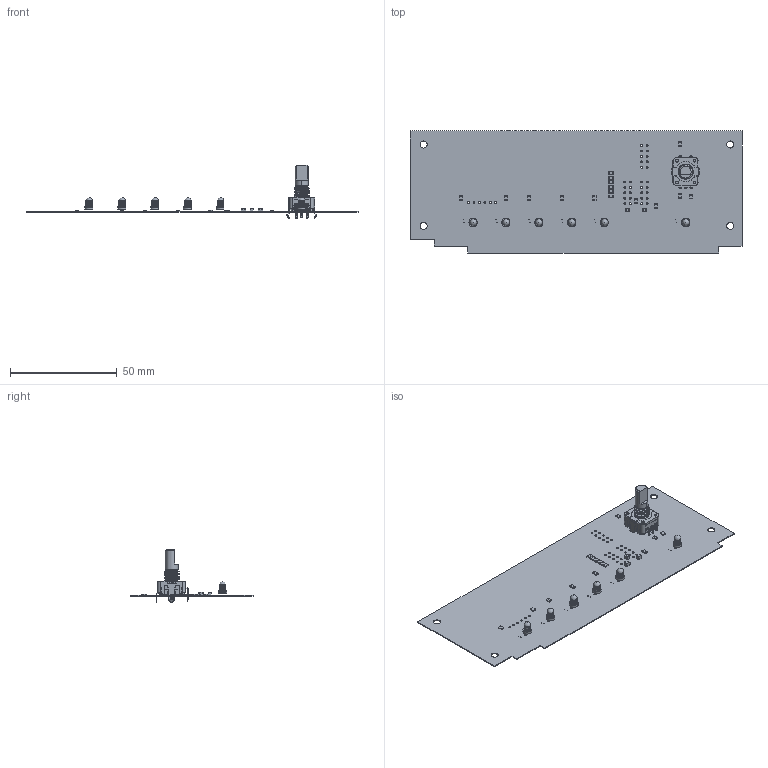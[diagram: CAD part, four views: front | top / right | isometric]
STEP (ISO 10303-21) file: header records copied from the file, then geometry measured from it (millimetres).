
FILE_DESCRIPTION(('Open CASCADE Model'),'2;1');
FILE_NAME('Open CASCADE Shape Model','2020-09-20T15:09:49',('Author'),( 'Open CASCADE'),'Open CASCADE STEP processor 6.8','Open CASCADE 6.8' ,'Unknown');
FILE_SCHEMA(('AUTOMOTIVE_DESIGN { 1 0 10303 214 1 1 1 1 }'));
Length unit declared in the file: millimetre
Products named in the file (51): PCB; Board; Open CASCADE STEP translator 6.8 2.1.1; DS6; 6732643792; Extruded; 6732643312; 6732643552; Sphere; DS5; DS4; DS3; DS2; DS1; SW1; pec11r-4x15f-sxxxx; R15; 6732640992; 6732640752; R14; R13; R12; R11; R10; R9; 6454620016; 6454619696; R8; R7; R6; R5; R4; R3; R2; R1; C3; 6454618736; 6454618336; C2; 6454616736 ...
Assembly tree (111 placements, depth 4):
  PCB
    Board
      Open CASCADE STEP translator 6.8 2.1.1
    DS6
      6732643792
        Extruded
      6732643312
        Extruded
      6732643552
        Sphere
    DS5
      6732643792
        Extruded
      6732643312
        Extruded
      6732643552
        Sphere
    DS4
      6732643792
        Extruded
      6732643312
        Extruded
      6732643552
        Sphere
    DS3
      6732643792
        Extruded
      6732643312
        Extruded
      6732643552
        Sphere
    DS2
      6732643792
        Extruded
      6732643312
        Extruded
      6732643552
        Sphere
    DS1
      6732643792
        Extruded
      6732643312
        Extruded
      6732643552
        Sphere
    SW1
      pec11r-4x15f-sxxxx
    R15
      6732640992
        Extruded
      6732640752  x2
        Extruded
    R14
      6732640992
        Extruded
      6732640752  x2
        Extruded
    R13
      6732640992
        Extruded
Bounding box: 155.43 x 57.15 x 25.2 mm (x, y, z)
Volume: 5174 mm3; surface area: 20087.8 mm2
Topology: 74 solids, 75 shells, 1265 faces, 3282 edges, 2173 vertices
Faces by surface type: plane 1036, cylinder 197, torus 13, cone 9, sphere 6, bspline 4
Full cylindrical faces by diameter (mm): 0.254 x12, 0.9 x36, 1 x5, 1.1 x12, 3.302 x4
Entity records: 24108 total; most frequent: CARTESIAN_POINT 5840, DIRECTION 3629, ORIENTED_EDGE 3504, EDGE_CURVE 1752, LINE 1301, VECTOR 1301, AXIS2_PLACEMENT_3D 1164, VERTEX_POINT 1154
